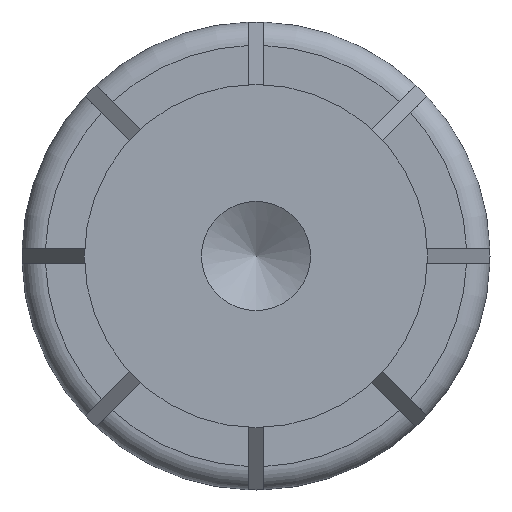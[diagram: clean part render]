
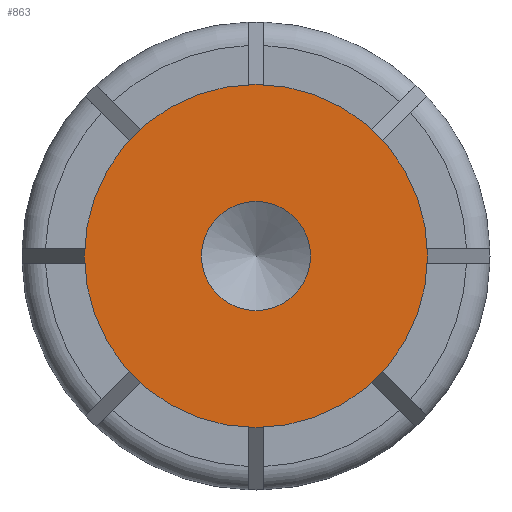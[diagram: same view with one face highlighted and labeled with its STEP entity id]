
A CAD part, front view. The second image highlights one B-rep face of the part: STEP entity #863.
In plain terms, the highlighted planar face has unit normal (0, -1, 0).
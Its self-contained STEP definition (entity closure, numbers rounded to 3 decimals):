
#24 = VERTEX_POINT ( 'NONE', #1161 ) ;
#37 = VERTEX_POINT ( 'NONE', #1326 ) ;
#101 = DIRECTION ( 'NONE',  ( 0., -1., 0. ) ) ;
#180 = EDGE_LOOP ( 'NONE', ( #1033 ) ) ;
#200 = DIRECTION ( 'NONE',  ( 0., 0., -1. ) ) ;
#318 = DIRECTION ( 'NONE',  ( 0., -1., 0. ) ) ;
#357 = DIRECTION ( 'NONE',  ( 0., 0., -1. ) ) ;
#384 = FACE_BOUND ( 'NONE', #567, .T. ) ;
#482 = CIRCLE ( 'NONE', #1373, 7. ) ;
#567 = EDGE_LOOP ( 'NONE', ( #951 ) ) ;
#600 = CARTESIAN_POINT ( 'NONE',  ( 0., 0., 0. ) ) ;
#629 = DIRECTION ( 'NONE',  ( 0., -1., 0. ) ) ;
#671 = CARTESIAN_POINT ( 'NONE',  ( 0., 0., 0. ) ) ;
#773 = EDGE_CURVE ( 'NONE', #37, #37, #482, .T. ) ;
#863 = ADVANCED_FACE ( 'NONE', ( #384, #964 ), #947, .T. ) ;
#892 = CARTESIAN_POINT ( 'NONE',  ( 0., 0., 0. ) ) ;
#947 = PLANE ( 'NONE',  #1174 ) ;
#951 = ORIENTED_EDGE ( 'NONE', *, *, #773, .F. ) ;
#964 = FACE_OUTER_BOUND ( 'NONE', #180, .T. ) ;
#970 = AXIS2_PLACEMENT_3D ( 'NONE', #600, #629, #200 ) ;
#1033 = ORIENTED_EDGE ( 'NONE', *, *, #1402, .T. ) ;
#1161 = CARTESIAN_POINT ( 'NONE',  ( 0., 0., -22. ) ) ;
#1174 = AXIS2_PLACEMENT_3D ( 'NONE', #671, #101, #357 ) ;
#1204 = CIRCLE ( 'NONE', #970, 22. ) ;
#1326 = CARTESIAN_POINT ( 'NONE',  ( 0., 0., -7. ) ) ;
#1373 = AXIS2_PLACEMENT_3D ( 'NONE', #892, #318, #1743 ) ;
#1402 = EDGE_CURVE ( 'NONE', #24, #24, #1204, .T. ) ;
#1743 = DIRECTION ( 'NONE',  ( 0., 0., -1. ) ) ;
